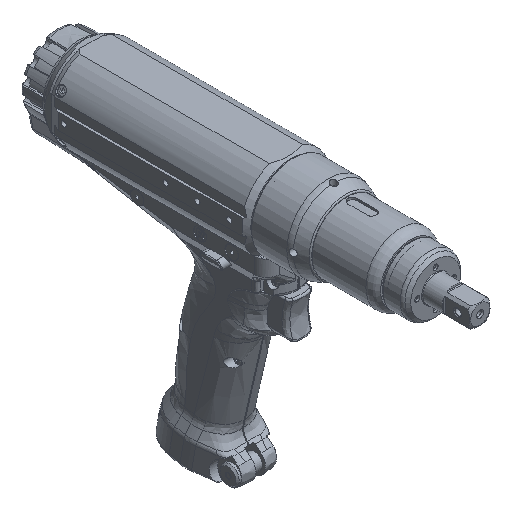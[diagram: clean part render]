
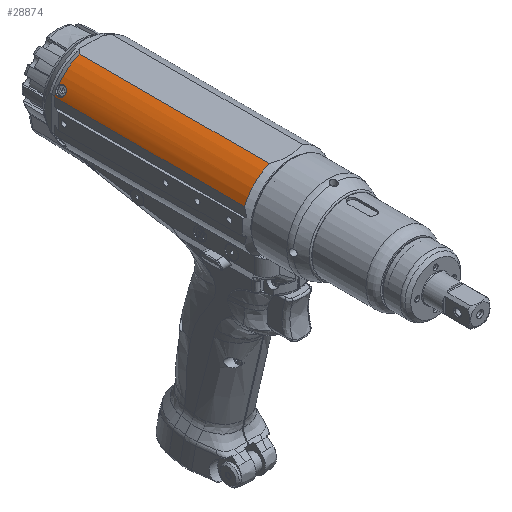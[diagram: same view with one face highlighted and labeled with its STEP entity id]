
A CAD part, isometric view. The second image highlights one B-rep face of the part: STEP entity #28874.
In plain terms, the highlighted cylindrical face has radius 28 mm (diameter 56 mm), a partial arc.
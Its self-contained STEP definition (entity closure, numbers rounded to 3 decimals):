
#627=CYLINDRICAL_SURFACE('',#31425,28.);
#1181=LINE('',#40650,#2908);
#1604=LINE('',#47607,#3331);
#2908=VECTOR('',#31777,10.);
#3331=VECTOR('',#33418,10.);
#6758=FACE_OUTER_BOUND('',#8468,.T.);
#8468=EDGE_LOOP('',(#26794,#26795,#26796,#26797,#26798,#26799,#26800));
#8877=CIRCLE('',#29680,28.);
#9643=CIRCLE('',#31426,28.);
#9644=CIRCLE('',#31427,28.);
#10092=B_SPLINE_CURVE_WITH_KNOTS('',3,(#47758,#47759,#47760,#47761,#47762,
#47763,#47764,#47765,#47766,#47767,#47768,#47769,#47770,#47771,#47772,#47773,
#47774,#47775,#47776,#47777,#47778,#47779,#47780,#47781),.UNSPECIFIED.,
 .F.,.F.,(4,2,2,2,2,2,2,2,2,2,2,4),(0.,0.113,0.226,
0.339,0.452,0.565,0.679,0.792,
0.905,1.018,1.131,1.15),
 .UNSPECIFIED.);
#10093=B_SPLINE_CURVE_WITH_KNOTS('',3,(#47783,#47784,#47785,#47786,#47787,
#47788,#47789,#47790),.UNSPECIFIED.,.F.,.F.,(4,2,2,4),(1.564,
1.583,1.696,1.81),.UNSPECIFIED.);
#11059=VERTEX_POINT('',#40645);
#11060=VERTEX_POINT('',#40649);
#11927=VERTEX_POINT('',#47581);
#11935=VERTEX_POINT('',#47603);
#11949=VERTEX_POINT('',#47745);
#11950=VERTEX_POINT('',#47746);
#11951=VERTEX_POINT('',#47757);
#13970=EDGE_CURVE('',#11060,#11059,#1181,.T.);
#15130=EDGE_CURVE('',#11935,#11927,#1604,.T.);
#15158=EDGE_CURVE('',#11951,#11950,#10092,.T.);
#15160=EDGE_CURVE('',#11949,#11951,#10093,.T.);
#15179=EDGE_CURVE('',#11935,#11060,#8877,.T.);
#18093=EDGE_CURVE('',#11059,#11949,#9643,.T.);
#18094=EDGE_CURVE('',#11950,#11927,#9644,.T.);
#26794=ORIENTED_EDGE('',*,*,#13970,.T.);
#26795=ORIENTED_EDGE('',*,*,#18093,.T.);
#26796=ORIENTED_EDGE('',*,*,#15160,.T.);
#26797=ORIENTED_EDGE('',*,*,#15158,.T.);
#26798=ORIENTED_EDGE('',*,*,#18094,.T.);
#26799=ORIENTED_EDGE('',*,*,#15130,.F.);
#26800=ORIENTED_EDGE('',*,*,#15179,.T.);
#28874=ADVANCED_FACE('',(#6758),#627,.T.);
#29680=AXIS2_PLACEMENT_3D('',#47838,#33504,#33505);
#31425=AXIS2_PLACEMENT_3D('',#83357,#38158,#38159);
#31426=AXIS2_PLACEMENT_3D('',#83358,#38160,#38161);
#31427=AXIS2_PLACEMENT_3D('',#83359,#38162,#38163);
#31777=DIRECTION('',(0.,1.,0.));
#33418=DIRECTION('',(0.,1.,0.));
#33504=DIRECTION('center_axis',(0.,1.,0.));
#33505=DIRECTION('ref_axis',(0.929,0.,-0.371));
#38158=DIRECTION('center_axis',(0.,1.,0.));
#38159=DIRECTION('ref_axis',(0.929,0.,-0.371));
#38160=DIRECTION('center_axis',(0.,-1.,0.));
#38161=DIRECTION('ref_axis',(0.929,0.,-0.371));
#38162=DIRECTION('center_axis',(0.,-1.,0.));
#38163=DIRECTION('ref_axis',(0.929,0.,-0.371));
#40645=CARTESIAN_POINT('',(-10.392,134.753,26.));
#40649=CARTESIAN_POINT('',(-10.392,15.5,26.));
#40650=CARTESIAN_POINT('',(-10.392,0.,26.));
#47581=CARTESIAN_POINT('',(-26.,134.753,10.392));
#47603=CARTESIAN_POINT('',(-26.,15.5,10.392));
#47607=CARTESIAN_POINT('',(-26.,0.,10.392));
#47745=CARTESIAN_POINT('',(-23.197,134.753,15.681));
#47746=CARTESIAN_POINT('',(-25.179,134.753,12.249));
#47757=CARTESIAN_POINT('',(-22.609,132.5,16.517));
#47758=CARTESIAN_POINT('Ctrl Pts',(-22.609,132.5,16.517));
#47759=CARTESIAN_POINT('Ctrl Pts',(-22.609,132.123,16.517));
#47760=CARTESIAN_POINT('Ctrl Pts',(-22.654,131.721,16.456));
#47761=CARTESIAN_POINT('Ctrl Pts',(-22.834,130.982,16.206));
#47762=CARTESIAN_POINT('Ctrl Pts',(-22.968,130.645,16.017));
#47763=CARTESIAN_POINT('Ctrl Pts',(-23.269,130.112,15.576));
#47764=CARTESIAN_POINT('Ctrl Pts',(-23.456,129.882,15.295));
#47765=CARTESIAN_POINT('Ctrl Pts',(-23.852,129.575,14.67));
#47766=CARTESIAN_POINT('Ctrl Pts',(-24.06,129.5,14.326));
#47767=CARTESIAN_POINT('Ctrl Pts',(-24.437,129.5,13.674));
#47768=CARTESIAN_POINT('Ctrl Pts',(-24.631,129.575,13.321));
#47769=CARTESIAN_POINT('Ctrl Pts',(-24.974,129.882,12.666));
#47770=CARTESIAN_POINT('Ctrl Pts',(-25.124,130.112,12.363));
#47771=CARTESIAN_POINT('Ctrl Pts',(-25.355,130.645,11.882));
#47772=CARTESIAN_POINT('Ctrl Pts',(-25.452,130.982,11.671));
#47773=CARTESIAN_POINT('Ctrl Pts',(-25.579,131.721,11.391));
#47774=CARTESIAN_POINT('Ctrl Pts',(-25.609,132.123,11.321));
#47775=CARTESIAN_POINT('Ctrl Pts',(-25.609,132.877,11.321));
#47776=CARTESIAN_POINT('Ctrl Pts',(-25.579,133.279,11.391));
#47777=CARTESIAN_POINT('Ctrl Pts',(-25.452,134.018,11.671));
#47778=CARTESIAN_POINT('Ctrl Pts',(-25.355,134.355,11.882));
#47779=CARTESIAN_POINT('Ctrl Pts',(-25.22,134.666,12.163));
#47780=CARTESIAN_POINT('Ctrl Pts',(-25.2,134.71,12.205));
#47781=CARTESIAN_POINT('Ctrl Pts',(-25.179,134.753,12.249));
#47783=CARTESIAN_POINT('Ctrl Pts',(-23.197,134.753,15.681));
#47784=CARTESIAN_POINT('Ctrl Pts',(-23.17,134.71,15.721));
#47785=CARTESIAN_POINT('Ctrl Pts',(-23.144,134.666,15.76));
#47786=CARTESIAN_POINT('Ctrl Pts',(-22.968,134.355,16.017));
#47787=CARTESIAN_POINT('Ctrl Pts',(-22.834,134.018,16.206));
#47788=CARTESIAN_POINT('Ctrl Pts',(-22.654,133.279,16.456));
#47789=CARTESIAN_POINT('Ctrl Pts',(-22.609,132.877,16.517));
#47790=CARTESIAN_POINT('Ctrl Pts',(-22.609,132.5,16.517));
#47838=CARTESIAN_POINT('Origin',(0.,15.5,0.));
#83357=CARTESIAN_POINT('Origin',(0.,0.,0.));
#83358=CARTESIAN_POINT('Origin',(0.,134.753,
0.));
#83359=CARTESIAN_POINT('Origin',(0.,134.753,
0.));
